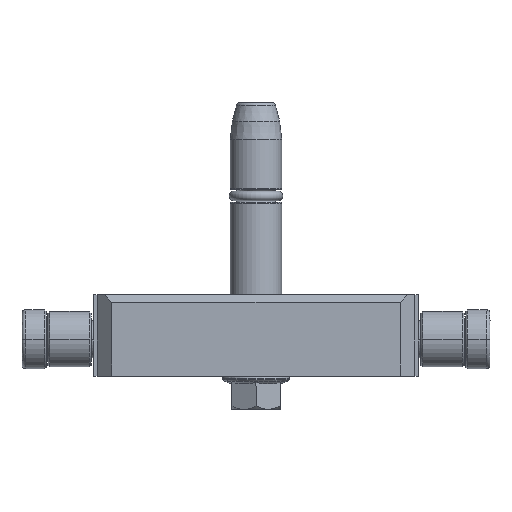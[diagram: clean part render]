
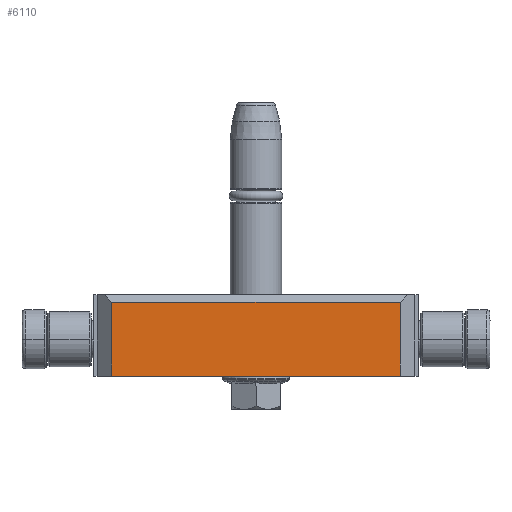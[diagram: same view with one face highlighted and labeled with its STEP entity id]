
A CAD part, left-side view. The second image highlights one B-rep face of the part: STEP entity #6110.
In plain terms, the highlighted planar face has unit normal (-1, 0, 0).
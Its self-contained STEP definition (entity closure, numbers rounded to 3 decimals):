
#550 = DIRECTION ( 'NONE',  ( 0., 1., 0. ) ) ;
#823 = EDGE_LOOP ( 'NONE', ( #3713, #10318, #11506, #8499 ) ) ;
#3713 = ORIENTED_EDGE ( 'NONE', *, *, #18016, .F. ) ;
#5176 = EDGE_CURVE ( 'NONE', #26804, #6785, #13457, .T. ) ;
#6110 = ADVANCED_FACE ( 'NONE', ( #20278 ), #11135, .T. ) ;
#6175 = AXIS2_PLACEMENT_3D ( 'NONE', #11361, #24218, #31518 ) ;
#6785 = VERTEX_POINT ( 'NONE', #12015 ) ;
#7385 = CARTESIAN_POINT ( 'NONE',  ( -40., 39., 22. ) ) ;
#7601 = VECTOR ( 'NONE', #9035, 1000. ) ;
#7899 = CARTESIAN_POINT ( 'NONE',  ( -40., -39., 22. ) ) ;
#8499 = ORIENTED_EDGE ( 'NONE', *, *, #5176, .F. ) ;
#8829 = EDGE_CURVE ( 'NONE', #6785, #27325, #9829, .T. ) ;
#9035 = DIRECTION ( 'NONE',  ( 0., -1., 0. ) ) ;
#9829 = LINE ( 'NONE', #28953, #23551 ) ;
#10318 = ORIENTED_EDGE ( 'NONE', *, *, #31970, .T. ) ;
#11135 = PLANE ( 'NONE',  #6175 ) ;
#11361 = CARTESIAN_POINT ( 'NONE',  ( -40., 44., 0. ) ) ;
#11506 = ORIENTED_EDGE ( 'NONE', *, *, #8829, .F. ) ;
#12015 = CARTESIAN_POINT ( 'NONE',  ( -40., -39., 2. ) ) ;
#12226 = VERTEX_POINT ( 'NONE', #7385 ) ;
#12227 = DIRECTION ( 'NONE',  ( 0., 0., -1. ) ) ;
#12445 = CARTESIAN_POINT ( 'NONE',  ( -40., -39., 22. ) ) ;
#13457 = LINE ( 'NONE', #12445, #29194 ) ;
#14107 = CARTESIAN_POINT ( 'NONE',  ( -40., 39., 22. ) ) ;
#18016 = EDGE_CURVE ( 'NONE', #12226, #26804, #31785, .T. ) ;
#20278 = FACE_OUTER_BOUND ( 'NONE', #823, .T. ) ;
#20721 = VECTOR ( 'NONE', #23843, 1000. ) ;
#23504 = CARTESIAN_POINT ( 'NONE',  ( -40., 39., 22. ) ) ;
#23551 = VECTOR ( 'NONE', #550, 1000. ) ;
#23843 = DIRECTION ( 'NONE',  ( 0., 0., -1. ) ) ;
#24218 = DIRECTION ( 'NONE',  ( -1., 0., 0. ) ) ;
#26804 = VERTEX_POINT ( 'NONE', #7899 ) ;
#27325 = VERTEX_POINT ( 'NONE', #31384 ) ;
#27565 = LINE ( 'NONE', #23504, #20721 ) ;
#28953 = CARTESIAN_POINT ( 'NONE',  ( -40., -39., 2. ) ) ;
#29194 = VECTOR ( 'NONE', #12227, 1000. ) ;
#31384 = CARTESIAN_POINT ( 'NONE',  ( -40., 39., 2. ) ) ;
#31518 = DIRECTION ( 'NONE',  ( 0., -1., 0. ) ) ;
#31785 = LINE ( 'NONE', #14107, #7601 ) ;
#31970 = EDGE_CURVE ( 'NONE', #12226, #27325, #27565, .T. ) ;
